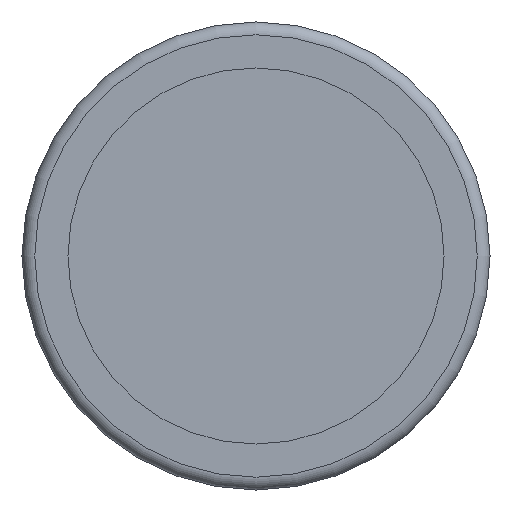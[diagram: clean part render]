
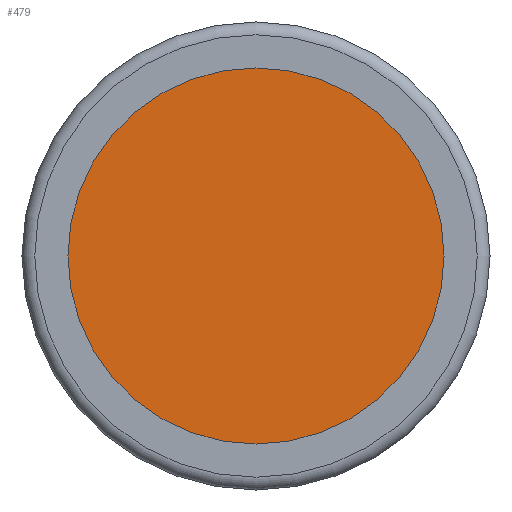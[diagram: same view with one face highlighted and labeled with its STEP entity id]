
A CAD part, front view. The second image highlights one B-rep face of the part: STEP entity #479.
In plain terms, the highlighted planar face has unit normal (0, -1, 0).
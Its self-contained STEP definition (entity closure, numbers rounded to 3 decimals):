
#38=PLANE('',#568);
#58=FACE_OUTER_BOUND('',#88,.T.);
#88=EDGE_LOOP('',(#388,#389));
#159=CIRCLE('',#566,7.365);
#160=CIRCLE('',#567,7.365);
#213=VERTEX_POINT('',#888);
#214=VERTEX_POINT('',#889);
#274=EDGE_CURVE('',#213,#214,#159,.T.);
#275=EDGE_CURVE('',#214,#213,#160,.T.);
#388=ORIENTED_EDGE('',*,*,#274,.T.);
#389=ORIENTED_EDGE('',*,*,#275,.T.);
#479=ADVANCED_FACE('',(#58),#38,.T.);
#566=AXIS2_PLACEMENT_3D('',#890,#729,#730);
#567=AXIS2_PLACEMENT_3D('',#891,#731,#732);
#568=AXIS2_PLACEMENT_3D('',#893,#734,#735);
#729=DIRECTION('center_axis',(0.,-1.,0.));
#730=DIRECTION('ref_axis',(0.,0.,-1.));
#731=DIRECTION('center_axis',(0.,-1.,0.));
#732=DIRECTION('ref_axis',(0.,0.,-1.));
#734=DIRECTION('center_axis',(0.,-1.,0.));
#735=DIRECTION('ref_axis',(0.,0.,-1.));
#888=CARTESIAN_POINT('',(0.,0.1,-7.365));
#889=CARTESIAN_POINT('',(0.,0.1,7.365));
#890=CARTESIAN_POINT('Origin',(0.,0.1,0.));
#891=CARTESIAN_POINT('Origin',(0.,0.1,0.));
#893=CARTESIAN_POINT('Origin',(0.,0.1,0.));
